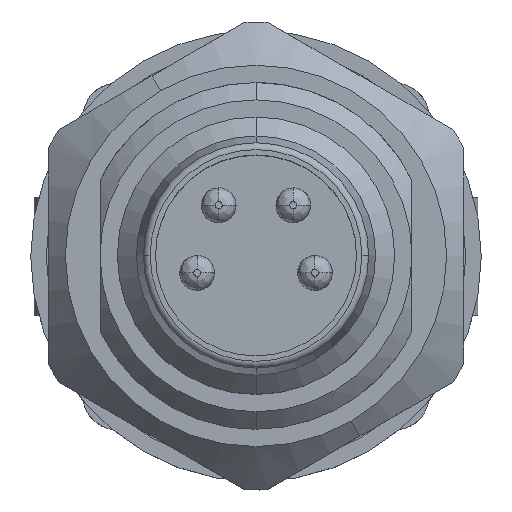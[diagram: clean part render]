
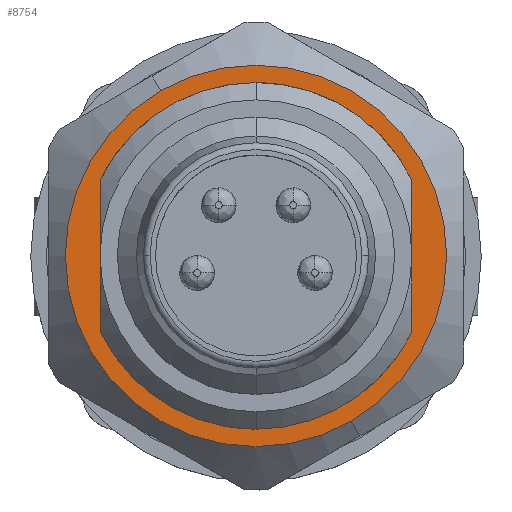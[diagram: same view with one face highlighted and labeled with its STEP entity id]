
A CAD part, top view. The second image highlights one B-rep face of the part: STEP entity #8754.
In plain terms, the highlighted planar face has unit normal (0, 0, 1).
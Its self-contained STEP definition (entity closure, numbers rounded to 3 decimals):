
#8611=AXIS2_PLACEMENT_3D('Circle Axis2P3D',#8609,#8610,$) ;
#8642=AXIS2_PLACEMENT_3D('Circle Axis2P3D',#8640,#8641,$) ;
#8662=AXIS2_PLACEMENT_3D('Plane Axis2P3D',#8659,#8660,#8661) ;
#8606=CARTESIAN_POINT('Vertex',(3.75,11.513,16.85)) ;
#8609=CARTESIAN_POINT('Axis2P3D Location',(6.5,6.75,16.85)) ;
#8613=CARTESIAN_POINT('Vertex',(9.25,1.987,16.85)) ;
#8640=CARTESIAN_POINT('Axis2P3D Location',(6.5,6.75,16.85)) ;
#8659=CARTESIAN_POINT('Axis2P3D Location',(6.5,6.75,16.85)) ;
#8668=CARTESIAN_POINT('Line Origine',(2.,6.75,16.85)) ;
#8672=CARTESIAN_POINT('Vertex',(2.,8.929,16.85)) ;
#8674=CARTESIAN_POINT('Vertex',(2.,4.571,16.85)) ;
#8678=CARTESIAN_POINT('Control Point',(6.5,11.75,16.85)) ;
#8679=CARTESIAN_POINT('Control Point',(5.977,11.75,16.85)) ;
#8680=CARTESIAN_POINT('Control Point',(5.453,11.682,16.85)) ;
#8681=CARTESIAN_POINT('Control Point',(4.942,11.545,16.85)) ;
#8682=CARTESIAN_POINT('Control Point',(3.944,11.131,16.85)) ;
#8683=CARTESIAN_POINT('Control Point',(3.09,10.468,16.85)) ;
#8684=CARTESIAN_POINT('Control Point',(2.702,10.071,16.85)) ;
#8685=CARTESIAN_POINT('Control Point',(2.345,9.587,16.85)) ;
#8686=CARTESIAN_POINT('Control Point',(2.065,9.06,16.85)) ;
#8687=CARTESIAN_POINT('Control Point',(2.043,9.017,16.85)) ;
#8688=CARTESIAN_POINT('Control Point',(2.021,8.973,16.85)) ;
#8689=CARTESIAN_POINT('Control Point',(2.,8.929,16.85)) ;
#8690=CARTESIAN_POINT('Vertex',(6.5,11.75,16.85)) ;
#8694=CARTESIAN_POINT('Control Point',(11.,8.929,16.85)) ;
#8695=CARTESIAN_POINT('Control Point',(10.761,9.422,16.85)) ;
#8696=CARTESIAN_POINT('Control Point',(10.455,9.883,16.85)) ;
#8697=CARTESIAN_POINT('Control Point',(10.087,10.298,16.85)) ;
#8698=CARTESIAN_POINT('Control Point',(9.247,11.017,16.85)) ;
#8699=CARTESIAN_POINT('Control Point',(8.245,11.484,16.85)) ;
#8700=CARTESIAN_POINT('Control Point',(7.715,11.647,16.85)) ;
#8701=CARTESIAN_POINT('Control Point',(7.145,11.739,16.85)) ;
#8702=CARTESIAN_POINT('Control Point',(6.573,11.75,16.85)) ;
#8703=CARTESIAN_POINT('Control Point',(6.549,11.75,16.85)) ;
#8704=CARTESIAN_POINT('Control Point',(6.524,11.75,16.85)) ;
#8705=CARTESIAN_POINT('Control Point',(6.5,11.75,16.85)) ;
#8706=CARTESIAN_POINT('Vertex',(11.,8.929,16.85)) ;
#8709=CARTESIAN_POINT('Line Origine',(11.,6.75,16.85)) ;
#8713=CARTESIAN_POINT('Vertex',(11.,4.571,16.85)) ;
#8717=CARTESIAN_POINT('Control Point',(6.5,1.75,16.85)) ;
#8718=CARTESIAN_POINT('Control Point',(7.023,1.75,16.85)) ;
#8719=CARTESIAN_POINT('Control Point',(7.547,1.818,16.85)) ;
#8720=CARTESIAN_POINT('Control Point',(8.058,1.955,16.85)) ;
#8721=CARTESIAN_POINT('Control Point',(9.056,2.369,16.85)) ;
#8722=CARTESIAN_POINT('Control Point',(9.91,3.032,16.85)) ;
#8723=CARTESIAN_POINT('Control Point',(10.298,3.429,16.85)) ;
#8724=CARTESIAN_POINT('Control Point',(10.655,3.913,16.85)) ;
#8725=CARTESIAN_POINT('Control Point',(10.935,4.44,16.85)) ;
#8726=CARTESIAN_POINT('Control Point',(10.957,4.483,16.85)) ;
#8727=CARTESIAN_POINT('Control Point',(10.979,4.527,16.85)) ;
#8728=CARTESIAN_POINT('Control Point',(11.,4.571,16.85)) ;
#8729=CARTESIAN_POINT('Vertex',(6.5,1.75,16.85)) ;
#8733=CARTESIAN_POINT('Control Point',(2.,4.571,16.85)) ;
#8734=CARTESIAN_POINT('Control Point',(2.239,4.078,16.85)) ;
#8735=CARTESIAN_POINT('Control Point',(2.545,3.617,16.85)) ;
#8736=CARTESIAN_POINT('Control Point',(2.913,3.202,16.85)) ;
#8737=CARTESIAN_POINT('Control Point',(3.753,2.483,16.85)) ;
#8738=CARTESIAN_POINT('Control Point',(4.755,2.016,16.85)) ;
#8739=CARTESIAN_POINT('Control Point',(5.285,1.853,16.85)) ;
#8740=CARTESIAN_POINT('Control Point',(5.855,1.761,16.85)) ;
#8741=CARTESIAN_POINT('Control Point',(6.427,1.75,16.85)) ;
#8742=CARTESIAN_POINT('Control Point',(6.451,1.75,16.85)) ;
#8743=CARTESIAN_POINT('Control Point',(6.476,1.75,16.85)) ;
#8744=CARTESIAN_POINT('Control Point',(6.5,1.75,16.85)) ;
#8610=DIRECTION('Axis2P3D Direction',(0.,0.,-1.)) ;
#8641=DIRECTION('Axis2P3D Direction',(0.,0.,-1.)) ;
#8660=DIRECTION('Axis2P3D Direction',(0.,0.,-1.)) ;
#8661=DIRECTION('Axis2P3D XDirection',(0.866,0.5,0.)) ;
#8669=DIRECTION('Vector Direction',(0.,-1.,0.)) ;
#8710=DIRECTION('Vector Direction',(0.,1.,0.)) ;
#8670=VECTOR('Line Direction',#8669,1.) ;
#8711=VECTOR('Line Direction',#8710,1.) ;
#8665=ORIENTED_EDGE('',*,*,#8615,.T.) ;
#8666=ORIENTED_EDGE('',*,*,#8644,.T.) ;
#8747=ORIENTED_EDGE('',*,*,#8676,.F.) ;
#8748=ORIENTED_EDGE('',*,*,#8692,.F.) ;
#8749=ORIENTED_EDGE('',*,*,#8708,.F.) ;
#8750=ORIENTED_EDGE('',*,*,#8715,.F.) ;
#8751=ORIENTED_EDGE('',*,*,#8731,.F.) ;
#8752=ORIENTED_EDGE('',*,*,#8745,.F.) ;
#8753=FACE_BOUND('',#8746,.T.) ;
#8754=ADVANCED_FACE('V1',(#8667,#8753),#8663,.F.) ;
#8677=B_SPLINE_CURVE_WITH_KNOTS('',5,(#8678,#8679,#8680,#8681,#8682,#8683,#8684,#8685,#8686,#8687,#8688,#8689),.UNSPECIFIED.,.F.,.U.,(6,3,3,6),(7.918,11.619,15.492,15.836),.UNSPECIFIED.) ;
#8693=B_SPLINE_CURVE_WITH_KNOTS('',5,(#8694,#8695,#8696,#8697,#8698,#8699,#8700,#8701,#8702,#8703,#8704,#8705),.UNSPECIFIED.,.F.,.U.,(6,3,3,6),(0.,3.873,7.746,7.918),.UNSPECIFIED.) ;
#8716=B_SPLINE_CURVE_WITH_KNOTS('',5,(#8717,#8718,#8719,#8720,#8721,#8722,#8723,#8724,#8725,#8726,#8727,#8728),.UNSPECIFIED.,.F.,.U.,(6,3,3,6),(7.918,11.619,15.492,15.836),.UNSPECIFIED.) ;
#8732=B_SPLINE_CURVE_WITH_KNOTS('',5,(#8733,#8734,#8735,#8736,#8737,#8738,#8739,#8740,#8741,#8742,#8743,#8744),.UNSPECIFIED.,.F.,.U.,(6,3,3,6),(0.,3.873,7.746,7.918),.UNSPECIFIED.) ;
#8612=CIRCLE('generated circle',#8611,5.5) ;
#8643=CIRCLE('generated circle',#8642,5.5) ;
#8615=EDGE_CURVE('',#8614,#8607,#8612,.F.) ;
#8644=EDGE_CURVE('',#8607,#8614,#8643,.F.) ;
#8676=EDGE_CURVE('',#8673,#8675,#8671,.T.) ;
#8692=EDGE_CURVE('',#8691,#8673,#8677,.T.) ;
#8708=EDGE_CURVE('',#8707,#8691,#8693,.T.) ;
#8715=EDGE_CURVE('',#8714,#8707,#8712,.T.) ;
#8731=EDGE_CURVE('',#8730,#8714,#8716,.T.) ;
#8745=EDGE_CURVE('',#8675,#8730,#8732,.T.) ;
#8664=EDGE_LOOP('',(#8665,#8666)) ;
#8746=EDGE_LOOP('',(#8747,#8748,#8749,#8750,#8751,#8752)) ;
#8667=FACE_OUTER_BOUND('',#8664,.T.) ;
#8671=LINE('Line',#8668,#8670) ;
#8712=LINE('Line',#8709,#8711) ;
#8663=PLANE('',#8662) ;
#8607=VERTEX_POINT('',#8606) ;
#8614=VERTEX_POINT('',#8613) ;
#8673=VERTEX_POINT('',#8672) ;
#8675=VERTEX_POINT('',#8674) ;
#8691=VERTEX_POINT('',#8690) ;
#8707=VERTEX_POINT('',#8706) ;
#8714=VERTEX_POINT('',#8713) ;
#8730=VERTEX_POINT('',#8729) ;
